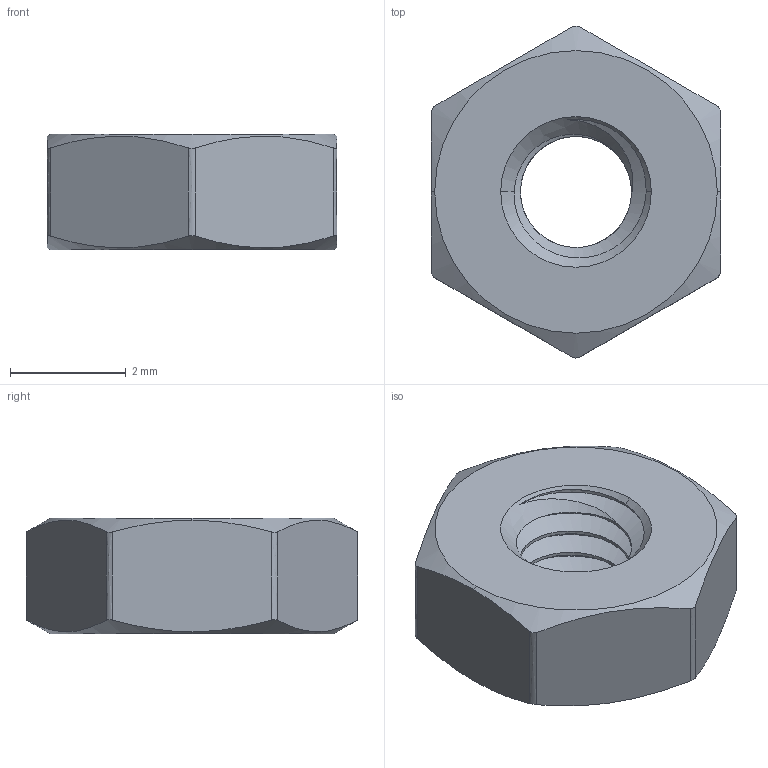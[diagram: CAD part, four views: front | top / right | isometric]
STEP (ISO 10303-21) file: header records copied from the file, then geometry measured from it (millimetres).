
FILE_DESCRIPTION (( 'STEP AP203' ), '1' );
FILE_NAME ('90690A035_Brass Hex Nut.STEP', '2022-12-12T14:10:52', ( 'Administrator' ), ( 'Managed by Terraform' ), 'SwSTEP 2.0', 'SolidWorks 2017', '' );
FILE_SCHEMA (( 'CONFIG_CONTROL_DESIGN' ));
Length unit declared in the file: millimetre
Products named in the file (1): 90690A035_Brass Hex Nut
Bounding box: 5 x 5.72 x 2 mm (x, y, z)
Volume: 34.8 mm3; surface area: 88 mm2
Topology: 1 solids, 1 shells, 37 faces, 104 edges, 69 vertices
Faces by surface type: cone 10, cylinder 10, bspline 9, plane 8
Entity records: 2041 total; most frequent: CARTESIAN_POINT 1195, ORIENTED_EDGE 208, EDGE_CURVE 104, DIRECTION 99, VERTEX_POINT 69, B_SPLINE_CURVE_WITH_KNOTS 53, AXIS2_PLACEMENT_3D 40, EDGE_LOOP 39
